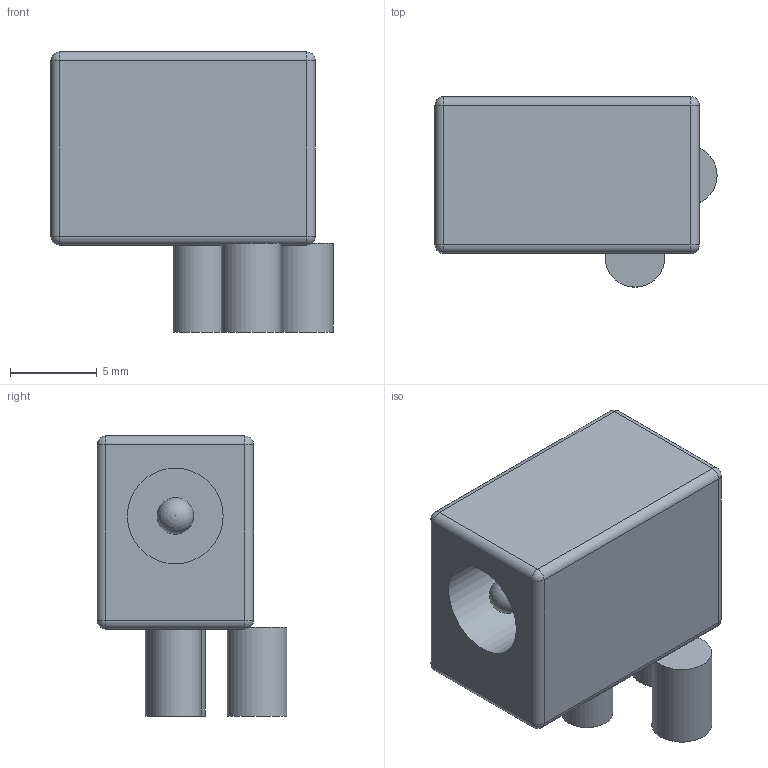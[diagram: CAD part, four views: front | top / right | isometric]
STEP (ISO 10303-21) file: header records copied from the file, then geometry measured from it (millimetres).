
FILE_DESCRIPTION(('FreeCAD Model'),'2;1');
FILE_NAME('CON-SOCJ-2155.stp','2020-10-15T17:21:48',(''),(''), 'Open CASCADE STEP processor 7.3','FreeCAD','Unknown');
FILE_SCHEMA(('AUTOMOTIVE_DESIGN { 1 0 10303 214 1 1 1 1 }'));
Length unit declared in the file: millimetre
Products named in the file (3): center_pin_rounded; Cut; Leads
Bounding box: 16.22 x 10.92 x 16.1 mm (x, y, z)
Volume: 1436.8 mm3; surface area: 1231.1 mm2
Topology: 5 solids, 5 shells, 40 faces, 73 edges, 35 vertices
Faces by surface type: cylinder 17, plane 14, sphere 9
Full cylindrical faces by diameter (mm): 2.1 x1, 2.96 x1, 3.44 x2, 5.5 x1
Entity records: 1206 total; most frequent: DIRECTION 181, CARTESIAN_POINT 140, ORIENTED_EDGE 128, AXIS2_PLACEMENT_3D 76, EDGE_CURVE 64, FACE_BOUND 41, EDGE_LOOP 41, ADVANCED_FACE 40
